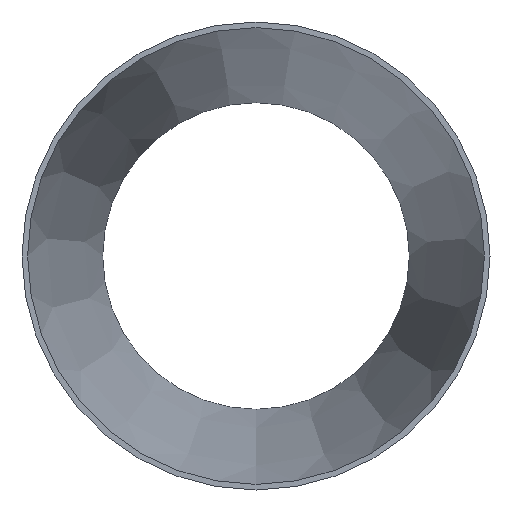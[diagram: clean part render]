
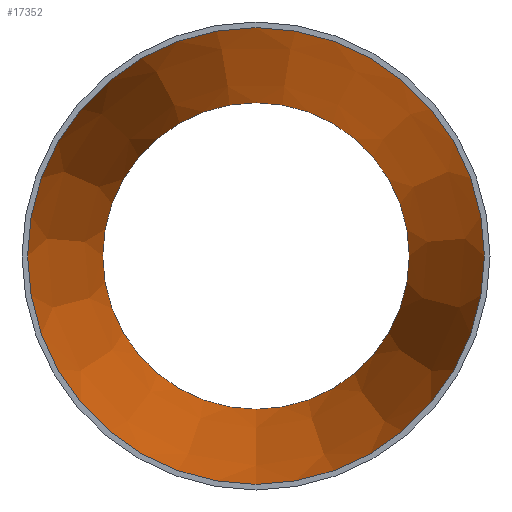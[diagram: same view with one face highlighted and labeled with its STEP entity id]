
A CAD part, front view. The second image highlights one B-rep face of the part: STEP entity #17352.
In plain terms, the highlighted conical face has half-angle 9.462 degrees and reference radius 82.122 mm.
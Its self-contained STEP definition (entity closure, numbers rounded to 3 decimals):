
#562 = CONICAL_SURFACE ( 'NONE', #15567, 82.122, 0.165 ) ;
#1739 = ORIENTED_EDGE ( 'NONE', *, *, #7546, .T. ) ;
#2731 = DIRECTION ( 'NONE',  ( 0., 0., -1. ) ) ;
#3011 = DIRECTION ( 'NONE',  ( 0., -1., 0. ) ) ;
#3875 = EDGE_CURVE ( 'NONE', #15060, #15060, #12252, .T. ) ;
#4630 = CARTESIAN_POINT ( 'NONE',  ( 0., 0., 0. ) ) ;
#5810 = CARTESIAN_POINT ( 'NONE',  ( 0., 162., -55.122 ) ) ;
#7207 = CARTESIAN_POINT ( 'NONE',  ( 0., 0., -82.122 ) ) ;
#7546 = EDGE_CURVE ( 'NONE', #17773, #17773, #19243, .T. ) ;
#8572 = DIRECTION ( 'NONE',  ( 0., -1., 0. ) ) ;
#8998 = FACE_BOUND ( 'NONE', #11142, .T. ) ;
#9353 = AXIS2_PLACEMENT_3D ( 'NONE', #4630, #12292, #10801 ) ;
#10363 = AXIS2_PLACEMENT_3D ( 'NONE', #13257, #8572, #14860 ) ;
#10801 = DIRECTION ( 'NONE',  ( 0., 0., -1. ) ) ;
#11142 = EDGE_LOOP ( 'NONE', ( #14594 ) ) ;
#12252 = CIRCLE ( 'NONE', #10363, 55.122 ) ;
#12292 = DIRECTION ( 'NONE',  ( 0., -1., 0. ) ) ;
#13257 = CARTESIAN_POINT ( 'NONE',  ( 0., 162., 0. ) ) ;
#13397 = FACE_OUTER_BOUND ( 'NONE', #16421, .T. ) ;
#14594 = ORIENTED_EDGE ( 'NONE', *, *, #3875, .F. ) ;
#14860 = DIRECTION ( 'NONE',  ( 0., 0., -1. ) ) ;
#15060 = VERTEX_POINT ( 'NONE', #5810 ) ;
#15567 = AXIS2_PLACEMENT_3D ( 'NONE', #16572, #3011, #2731 ) ;
#16421 = EDGE_LOOP ( 'NONE', ( #1739 ) ) ;
#16572 = CARTESIAN_POINT ( 'NONE',  ( 0., 0., 0. ) ) ;
#17352 = ADVANCED_FACE ( 'NONE', ( #8998, #13397 ), #562, .F. ) ;
#17773 = VERTEX_POINT ( 'NONE', #7207 ) ;
#19243 = CIRCLE ( 'NONE', #9353, 82.122 ) ;
